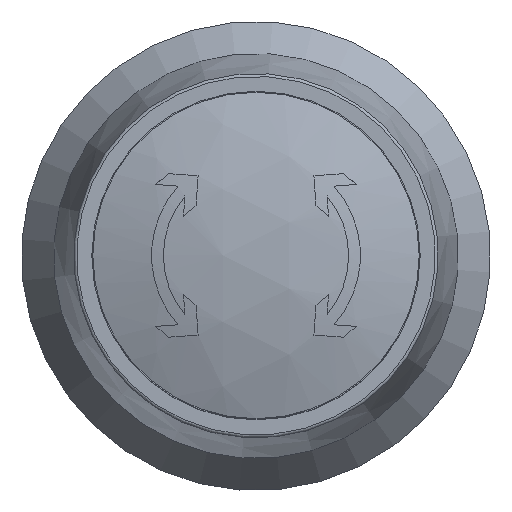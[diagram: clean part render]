
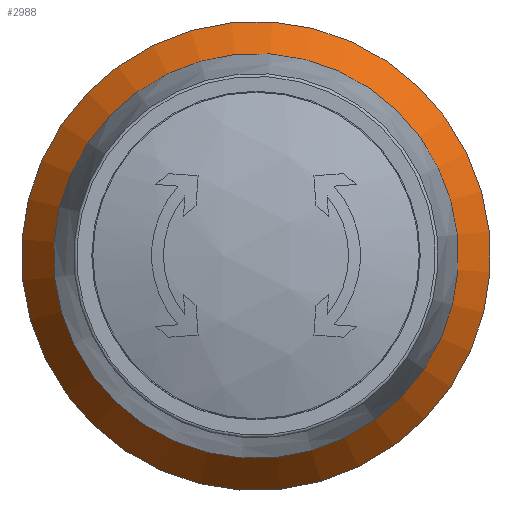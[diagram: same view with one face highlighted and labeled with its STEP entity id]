
A CAD part, top view. The second image highlights one B-rep face of the part: STEP entity #2988.
In plain terms, the highlighted conical face has half-angle 36 degrees and reference radius 18.632 mm.
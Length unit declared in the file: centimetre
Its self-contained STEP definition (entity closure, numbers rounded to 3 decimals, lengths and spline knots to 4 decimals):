
#43=FACE_BOUND('',#487,.T.);
#236=CONICAL_SURFACE('',#3206,1.8632,36.);
#297=FACE_OUTER_BOUND('',#486,.T.);
#486=EDGE_LOOP('',(#2268));
#487=EDGE_LOOP('',(#2269));
#689=CIRCLE('',#3205,1.7263);
#690=CIRCLE('',#3207,2.);
#1421=VERTEX_POINT('',#4709);
#1422=VERTEX_POINT('',#4712);
#1756=EDGE_CURVE('',#1421,#1421,#689,.T.);
#1757=EDGE_CURVE('',#1422,#1422,#690,.T.);
#2268=ORIENTED_EDGE('',*,*,#1757,.F.);
#2269=ORIENTED_EDGE('',*,*,#1756,.T.);
#2988=ADVANCED_FACE('',(#297,#43),#236,.T.);
#3205=AXIS2_PLACEMENT_3D('',#4710,#3729,#3730);
#3206=AXIS2_PLACEMENT_3D('',#4711,#3731,#3732);
#3207=AXIS2_PLACEMENT_3D('',#4713,#3733,#3734);
#3729=DIRECTION('center_axis',(0.,0.,
-1.));
#3730=DIRECTION('ref_axis',(0.695,0.719,0.));
#3731=DIRECTION('center_axis',(0.,0.,
-1.));
#3732=DIRECTION('ref_axis',(0.695,0.719,0.));
#3733=DIRECTION('center_axis',(0.,0.,
-1.));
#3734=DIRECTION('ref_axis',(0.695,0.719,0.));
#4709=CARTESIAN_POINT('',(1.1991,1.2419,2.3607));
#4710=CARTESIAN_POINT('Origin',(0.,0.,
2.3607));
#4711=CARTESIAN_POINT('Origin',(0.,0.,
2.1723));
#4712=CARTESIAN_POINT('',(1.3892,1.4388,1.984));
#4713=CARTESIAN_POINT('Origin',(0.,0.,
1.984));
